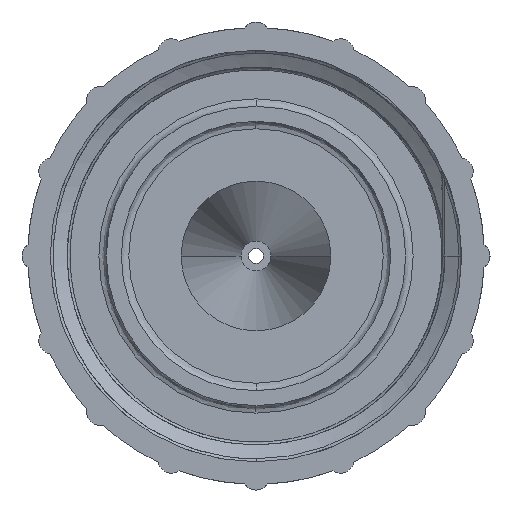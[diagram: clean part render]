
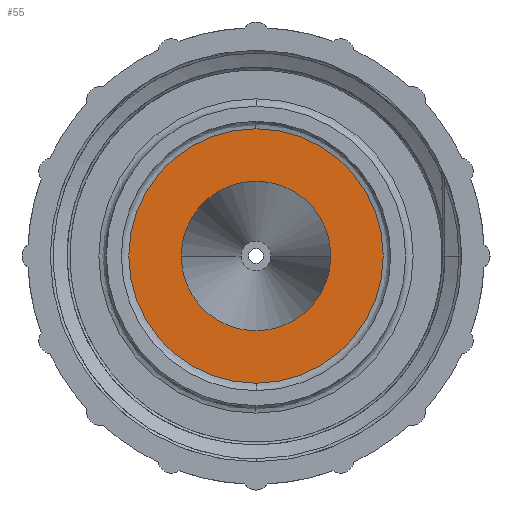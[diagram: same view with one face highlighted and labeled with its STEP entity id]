
A CAD part, front view. The second image highlights one B-rep face of the part: STEP entity #55.
In plain terms, the highlighted free-form (B-spline) face has degree [1, 1] with [2, 2] control points.
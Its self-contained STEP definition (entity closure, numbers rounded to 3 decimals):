
#55 = ADVANCED_FACE('',(#56,#76),#96,.T.);
#56 = FACE_BOUND('',#57,.T.);
#57 = EDGE_LOOP('',(#58,#69));
#58 = ORIENTED_EDGE('',*,*,#59,.T.);
#59 = EDGE_CURVE('',#60,#62,#64,.T.);
#60 = VERTEX_POINT('',#61);
#61 = CARTESIAN_POINT('',(0.,0.,-8.5));
#62 = VERTEX_POINT('',#63);
#63 = CARTESIAN_POINT('',(0.,0.,8.5));
#64 = CIRCLE('',#65,8.5);
#65 = AXIS2_PLACEMENT_3D('',#66,#67,#68);
#66 = CARTESIAN_POINT('',(0.,0.,0.));
#67 = DIRECTION('',(0.,1.,0.));
#68 = DIRECTION('',(0.,0.,-1.));
#69 = ORIENTED_EDGE('',*,*,#70,.T.);
#70 = EDGE_CURVE('',#62,#60,#71,.T.);
#71 = CIRCLE('',#72,8.5);
#72 = AXIS2_PLACEMENT_3D('',#73,#74,#75);
#73 = CARTESIAN_POINT('',(0.,0.,0.));
#74 = DIRECTION('',(0.,1.,0.));
#75 = DIRECTION('',(0.,0.,1.));
#76 = FACE_BOUND('',#77,.T.);
#77 = EDGE_LOOP('',(#78,#89));
#78 = ORIENTED_EDGE('',*,*,#79,.T.);
#79 = EDGE_CURVE('',#80,#82,#84,.T.);
#80 = VERTEX_POINT('',#81);
#81 = CARTESIAN_POINT('',(-5.,0.,0.));
#82 = VERTEX_POINT('',#83);
#83 = CARTESIAN_POINT('',(5.,0.,0.));
#84 = CIRCLE('',#85,5.);
#85 = AXIS2_PLACEMENT_3D('',#86,#87,#88);
#86 = CARTESIAN_POINT('',(0.,0.,0.));
#87 = DIRECTION('',(0.,-1.,0.));
#88 = DIRECTION('',(-1.,0.,0.));
#89 = ORIENTED_EDGE('',*,*,#90,.T.);
#90 = EDGE_CURVE('',#82,#80,#91,.T.);
#91 = CIRCLE('',#92,5.);
#92 = AXIS2_PLACEMENT_3D('',#93,#94,#95);
#93 = CARTESIAN_POINT('',(0.,0.,0.));
#94 = DIRECTION('',(0.,-1.,0.));
#95 = DIRECTION('',(1.,0.,0.));
#96 = B_SPLINE_SURFACE_WITH_KNOTS('',1,1,(
    (#97,#98)
    ,(#99,#100
    )),.UNSPECIFIED.,.F.,.F.,.F.,(2,2),(2,2),(-13.78,13.78),(-13.78,
    13.78),.PIECEWISE_BEZIER_KNOTS.);
#97 = CARTESIAN_POINT('',(-13.78,0.,13.78));
#98 = CARTESIAN_POINT('',(-13.78,0.,-13.78));
#99 = CARTESIAN_POINT('',(13.78,0.,13.78));
#100 = CARTESIAN_POINT('',(13.78,0.,-13.78));
